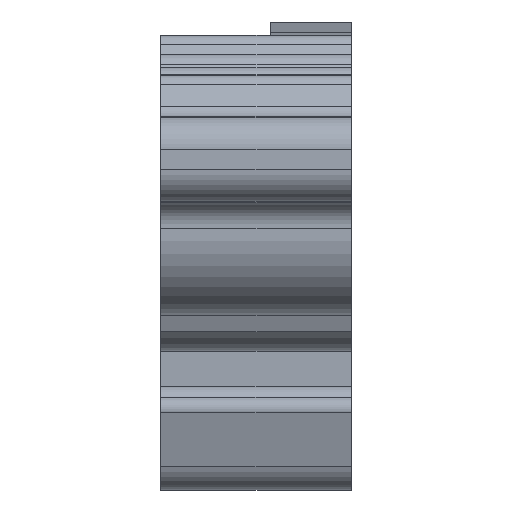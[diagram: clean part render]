
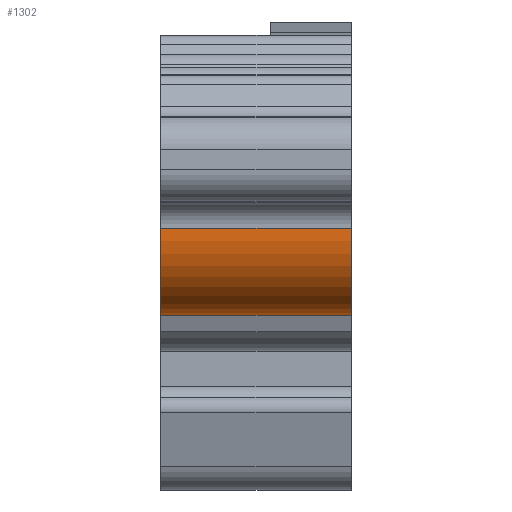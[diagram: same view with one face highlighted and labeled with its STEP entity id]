
A CAD part, top view. The second image highlights one B-rep face of the part: STEP entity #1302.
In plain terms, the highlighted cylindrical face has radius 1 mm (diameter 2 mm), a partial arc.
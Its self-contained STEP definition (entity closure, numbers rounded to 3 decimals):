
#164=AXIS2_PLACEMENT_3D('Circle Axis2P3D',#162,#163,$) ;
#1054=AXIS2_PLACEMENT_3D('Circle Axis2P3D',#1052,#1053,$) ;
#1289=AXIS2_PLACEMENT_3D('Cylinder Axis2P3D',#1286,#1287,#1288) ;
#159=CARTESIAN_POINT('Vertex',(2.35,3.213,20.945)) ;
#162=CARTESIAN_POINT('Axis2P3D Location',(2.35,3.142,19.948)) ;
#166=CARTESIAN_POINT('Vertex',(2.35,2.144,20.014)) ;
#1049=CARTESIAN_POINT('Vertex',(0.,2.144,20.014)) ;
#1052=CARTESIAN_POINT('Axis2P3D Location',(0.,3.142,19.948)) ;
#1056=CARTESIAN_POINT('Vertex',(0.,3.213,20.945)) ;
#1274=CARTESIAN_POINT('Line Origine',(1.785,3.213,20.945)) ;
#1286=CARTESIAN_POINT('Axis2P3D Location',(1.785,3.142,19.948)) ;
#1291=CARTESIAN_POINT('Line Origine',(1.785,2.144,20.014)) ;
#163=DIRECTION('Axis2P3D Direction',(-1.,0.,0.)) ;
#1053=DIRECTION('Axis2P3D Direction',(-1.,0.,0.)) ;
#1275=DIRECTION('Vector Direction',(-1.,0.,0.)) ;
#1287=DIRECTION('Axis2P3D Direction',(-1.,0.,0.)) ;
#1288=DIRECTION('Axis2P3D XDirection',(0.,-0.998,0.066)) ;
#1292=DIRECTION('Vector Direction',(-1.,0.,0.)) ;
#1276=VECTOR('Line Direction',#1275,1.) ;
#1293=VECTOR('Line Direction',#1292,1.) ;
#1297=ORIENTED_EDGE('',*,*,#1278,.F.) ;
#1298=ORIENTED_EDGE('',*,*,#1058,.F.) ;
#1299=ORIENTED_EDGE('',*,*,#1295,.T.) ;
#1300=ORIENTED_EDGE('',*,*,#168,.T.) ;
#1302=ADVANCED_FACE('V1',(#1301),#1290,.T.) ;
#165=CIRCLE('generated circle',#164,1.) ;
#1055=CIRCLE('generated circle',#1054,1.) ;
#1290=CYLINDRICAL_SURFACE('generated cylinder',#1289,1.) ;
#168=EDGE_CURVE('',#167,#160,#165,.T.) ;
#1058=EDGE_CURVE('',#1050,#1057,#1055,.T.) ;
#1278=EDGE_CURVE('',#1057,#160,#1277,.F.) ;
#1295=EDGE_CURVE('',#1050,#167,#1294,.F.) ;
#1296=EDGE_LOOP('',(#1297,#1298,#1299,#1300)) ;
#1301=FACE_OUTER_BOUND('',#1296,.T.) ;
#1277=LINE('Line',#1274,#1276) ;
#1294=LINE('Line',#1291,#1293) ;
#160=VERTEX_POINT('',#159) ;
#167=VERTEX_POINT('',#166) ;
#1050=VERTEX_POINT('',#1049) ;
#1057=VERTEX_POINT('',#1056) ;
